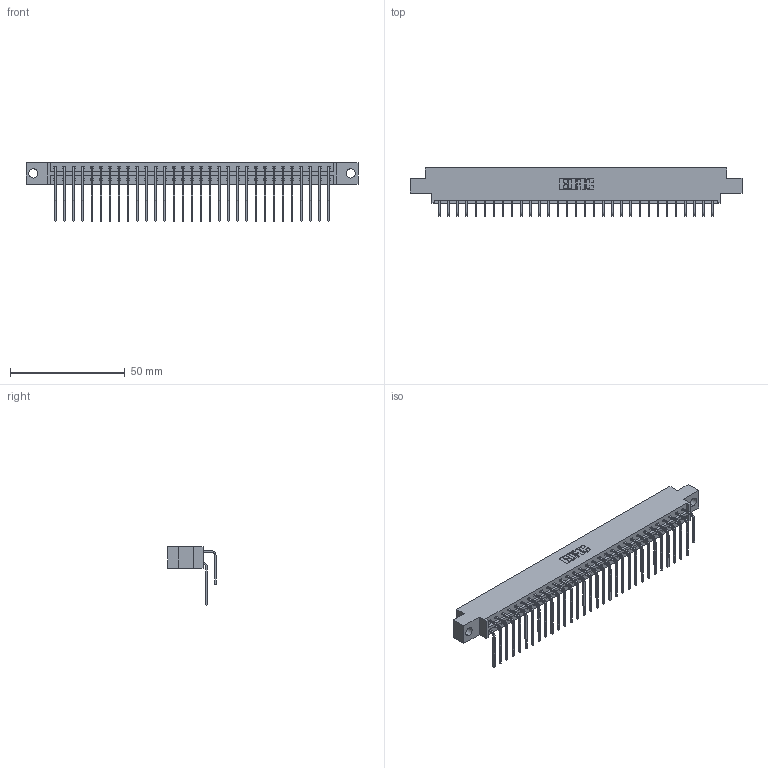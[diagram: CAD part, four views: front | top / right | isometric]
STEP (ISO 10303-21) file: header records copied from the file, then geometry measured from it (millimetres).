
FILE_DESCRIPTION (( 'STEP AP203' ), '1' );
FILE_NAME ('833-062-559-804.STEP', '2020-06-05T06:24:37', ( '' ), ( '' ), 'SwSTEP 2.0', 'SolidWorks 2020', '' );
FILE_SCHEMA (( 'CONFIG_CONTROL_DESIGN' ));
Length unit declared in the file: inch
Products named in the file (4): 345-292-001_559 Tail - 2; 345-292-001_558 559 Tail - 1; 833 Part_Offset - .156 Dia - TH; 833-062-559-804
Assembly tree (63 placements, depth 2):
  833-062-559-804
    833 Part_Offset - .156 Dia - TH
    345-292-001_558 559 Tail - 1  x31
    345-292-001_559 Tail - 2  x31
Bounding box: 144.37 x 20.9 x 25.53 mm (x, y, z)
Volume: 14678.9 mm3; surface area: 19037.7 mm2
Topology: 63 solids, 63 shells, 3466 faces, 10305 edges, 6786 vertices
Faces by surface type: plane 2430, cylinder 1036
Entity records: 23285 total; most frequent: CARTESIAN_POINT 3925, ORIENTED_EDGE 3810, DIRECTION 3353, EDGE_CURVE 1905, LINE 1737, VECTOR 1737, VERTEX_POINT 1266, AXIS2_PLACEMENT_3D 808
